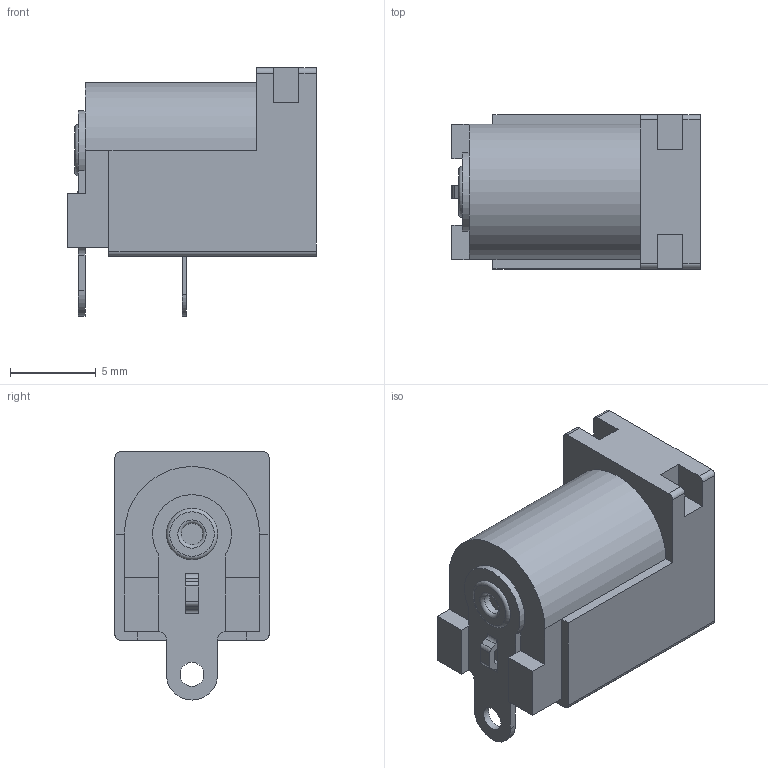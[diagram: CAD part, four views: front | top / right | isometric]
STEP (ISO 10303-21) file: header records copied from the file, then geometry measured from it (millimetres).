
FILE_DESCRIPTION(('FreeCAD Model'),'2;1');
FILE_NAME('PJ-037A.step','2020-01-17T12:45:54' ,('Author'),(''),'Open CASCADE STEP processor 7.3','FreeCAD','Unknown' );
FILE_SCHEMA(('AUTOMOTIVE_DESIGN { 1 0 10303 214 1 1 1 1 }'));
Length unit declared in the file: millimetre
Products named in the file (1): PJ-037A_v4
Bounding box: 14.5 x 9 x 14.5 mm (x, y, z)
Volume: 783.8 mm3; surface area: 1083.2 mm2
Topology: 1 solids, 1 shells, 87 faces, 243 edges, 163 vertices
Faces by surface type: plane 61, cylinder 22, torus 3, sphere 1
Full cylindrical faces by diameter (mm): 1.25 x1, 1.4 x2, 2 x1, 3 x1, 6.5 x1
Entity records: 3438 total; most frequent: CARTESIAN_POINT 493, DIRECTION 486, ORIENTED_EDGE 484, EDGE_CURVE 242, LINE 174, VECTOR 174, VERTEX_POINT 163, AXIS2_PLACEMENT_3D 156
